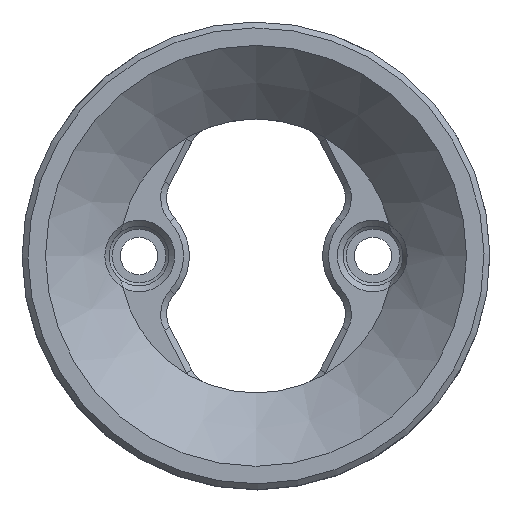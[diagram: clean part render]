
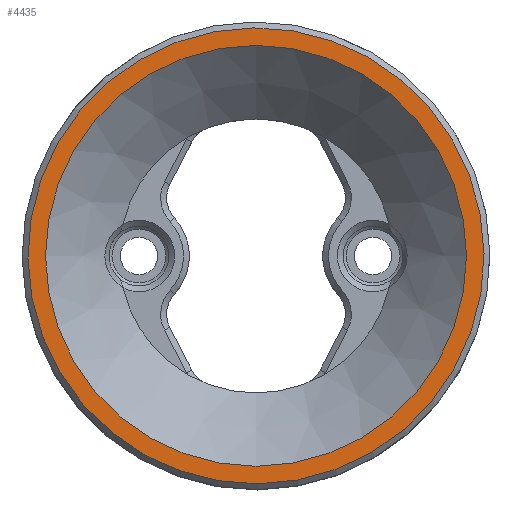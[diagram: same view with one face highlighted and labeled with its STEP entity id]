
A CAD part, top view. The second image highlights one B-rep face of the part: STEP entity #4435.
In plain terms, the highlighted planar face has unit normal (0, 0, 1).
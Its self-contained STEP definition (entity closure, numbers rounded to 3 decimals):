
#20=FACE_BOUND('',#1355,.T.);
#746=PLANE('',#4765);
#788=CIRCLE('',#4689,35.95);
#814=CIRCLE('',#4766,38.95);
#1098=FACE_OUTER_BOUND('',#1354,.T.);
#1354=EDGE_LOOP('',(#3249));
#1355=EDGE_LOOP('',(#3250));
#1809=VERTEX_POINT('',#6789);
#1845=VERTEX_POINT('',#6990);
#2291=EDGE_CURVE('',#1809,#1809,#788,.T.);
#2376=EDGE_CURVE('',#1845,#1845,#814,.F.);
#3249=ORIENTED_EDGE('',*,*,#2376,.T.);
#3250=ORIENTED_EDGE('',*,*,#2291,.T.);
#4435=ADVANCED_FACE('',(#1098,#20),#746,.T.);
#4689=AXIS2_PLACEMENT_3D('',#6791,#5261,#5262);
#4765=AXIS2_PLACEMENT_3D('',#6989,#5468,#5469);
#4766=AXIS2_PLACEMENT_3D('',#6991,#5470,#5471);
#5261=DIRECTION('center_axis',(0.,0.,
-1.));
#5262=DIRECTION('ref_axis',(-1.,0.,0.));
#5468=DIRECTION('center_axis',(0.,0.,
1.));
#5469=DIRECTION('ref_axis',(0.,-1.,0.));
#5470=DIRECTION('center_axis',(0.,0.,
-1.));
#5471=DIRECTION('ref_axis',(0.009,-1.,0.));
#6789=CARTESIAN_POINT('',(35.95,-40.15,-11.4));
#6791=CARTESIAN_POINT('Origin',(0.,-40.15,-11.4));
#6989=CARTESIAN_POINT('Origin',(0.,-40.15,-11.4));
#6990=CARTESIAN_POINT('',(-0.369,-1.202,-11.4));
#6991=CARTESIAN_POINT('Origin',(0.,-40.15,-11.4));
